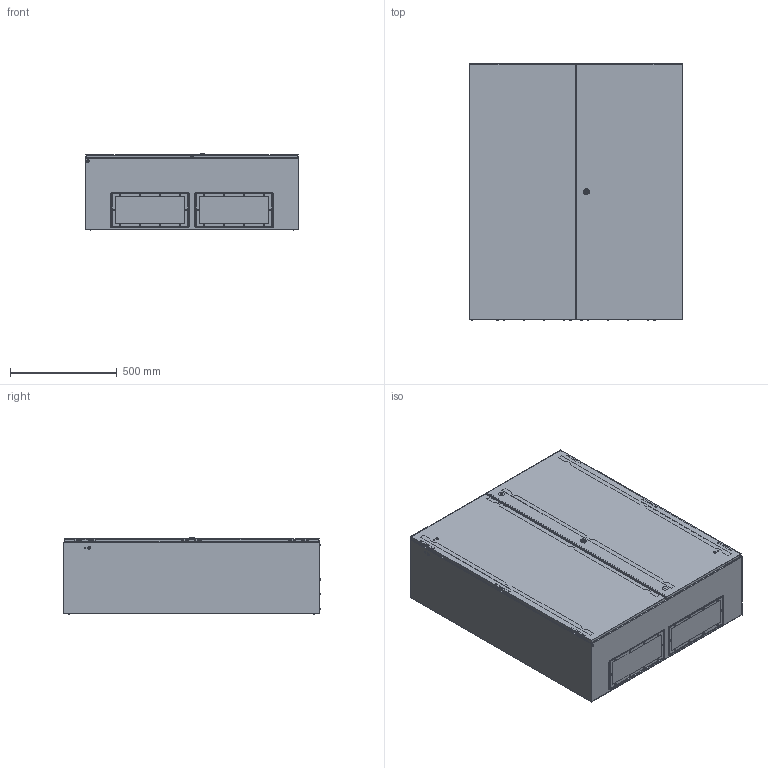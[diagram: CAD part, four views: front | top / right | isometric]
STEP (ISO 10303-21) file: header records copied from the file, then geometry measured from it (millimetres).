
FILE_DESCRIPTION (( 'STEP AP214' ), '1' );
FILE_NAME ('3331-1012-35-17.step', '2023-12-20T12:34:56', ( '' ), ( '' ), 'SwSTEP 2.0', 'SolidWorks 2019', '' );
FILE_SCHEMA (( 'AUTOMOTIVE_DESIGN' ));
Length unit declared in the file: millimetre
Products named in the file (8): Korpus_wg_1012-35; 3331-1012-35-17; Tuer_lp_wg_3331-1012-01-97; Montageplattenbeipack_wg_1012; Montageplatte_wg_0331-1012-00-13; Tuer_gg_wg_3331-1012-02-97; Kabeleinfuehrungsplatte_wg_3080-7035-12-27; Tuer2_wg_3331-1012-05-97
Assembly tree (8 placements, depth 3):
  3331-1012-35-17
    Korpus_wg_1012-35
    Tuer2_wg_3331-1012-05-97
      Tuer_gg_wg_3331-1012-02-97
      Tuer_lp_wg_3331-1012-01-97
    Kabeleinfuehrungsplatte_wg_3080-7035-12-27  x2
    Montageplatte_wg_0331-1012-00-13
    Montageplattenbeipack_wg_1012
Bounding box: 1000 x 1203.1 x 356.5 mm (x, y, z)
Volume: 10381086.3 mm3; surface area: 11049639.1 mm2
Topology: 50 solids, 50 shells, 3147 faces, 8175 edges, 5277 vertices
Faces by surface type: plane 1763, cylinder 1048, cone 234, torus 52, sphere 34, bspline 16
Entity records: 105269 total; most frequent: CARTESIAN_POINT 24145, DIRECTION 14601, ORIENTED_EDGE 14310, EDGE_CURVE 7155, AXIS2_PLACEMENT_3D 5161, VERTEX_POINT 4645, VECTOR 4279, LINE 4279
